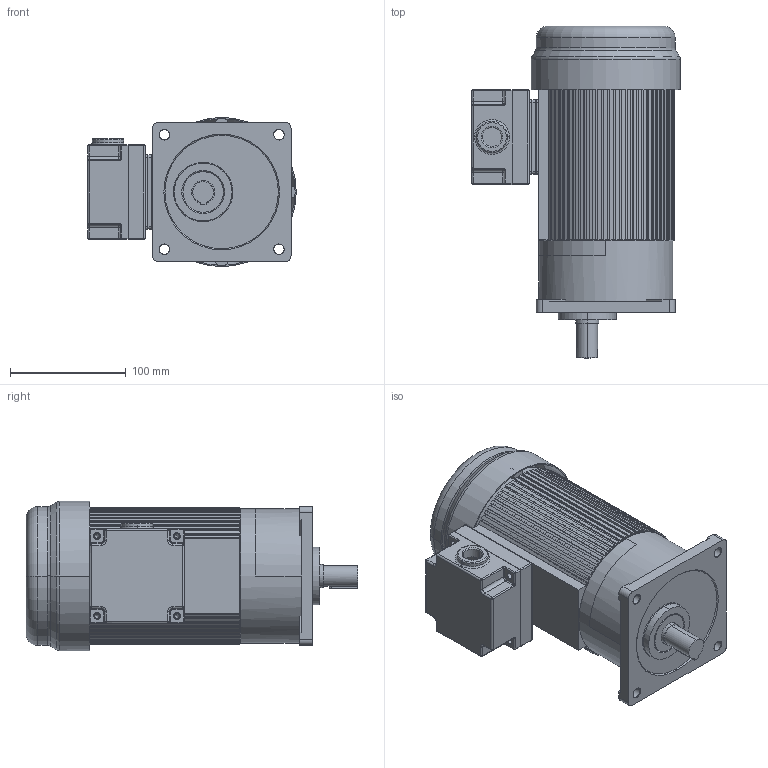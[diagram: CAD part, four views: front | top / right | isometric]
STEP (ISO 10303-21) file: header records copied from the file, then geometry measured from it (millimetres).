
FILE_DESCRIPTION((''),'2;1');
FILE_NAME('ASM0001_ASM','2022-02-28T',('gkkg'),(''),'PRO/ENGINEER BY PARAMETRIC TECHNOLOGY CORPORATION, 2010280','PRO/ENGINEER BY PARAMETRIC TECHNOLOGY CORPORATION, 2010280','');
FILE_SCHEMA(('CONFIG_CONTROL_DESIGN'));
Products named in the file (13): 1_2; ASM0005_ASM_ASM; GV18-100S_ASM_ASM; GV18_ASM; 110_130; PRT0001; PRT0002; PRT0004; ASM0003_ASM_ASM; PRT0005; ASM0002_ASM_ASM; 82-82__ASM; ASM0001_ASM
Assembly tree (12 placements, depth 5):
  ASM0001_ASM
    GV18_ASM
      GV18-100S_ASM_ASM
        ASM0005_ASM_ASM
          1_2
    110_130
    PRT0001
    PRT0002
    82-82__ASM
      ASM0002_ASM_ASM
        ASM0003_ASM_ASM
          PRT0004
        PRT0005
Bounding box: 180.3 x 286.91 x 129 mm (x, y, z)
Volume: 844627.7 mm3; surface area: 426852.1 mm2
Topology: 6 solids, 10 shells, 3204 faces, 9164 edges, 5989 vertices
Faces by surface type: plane 2031, cylinder 732, torus 299, bspline 108, cone 28, sphere 6
Entity records: 110657 total; most frequent: CARTESIAN_POINT 25017, ORIENTED_EDGE 18316, DIRECTION 17513, EDGE_CURVE 9158, VECTOR 6517, LINE 6517, VERTEX_POINT 5989, AXIS2_PLACEMENT_3D 5498
